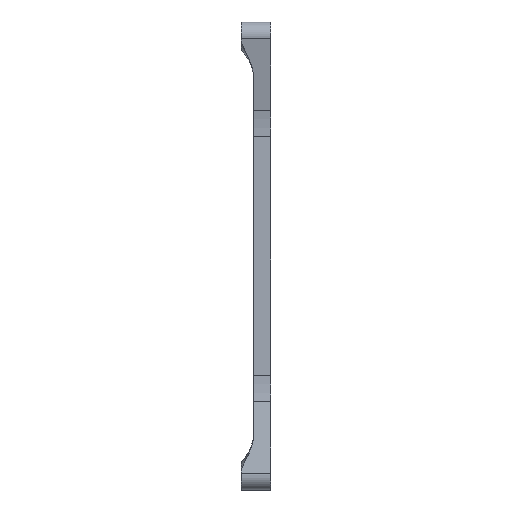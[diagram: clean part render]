
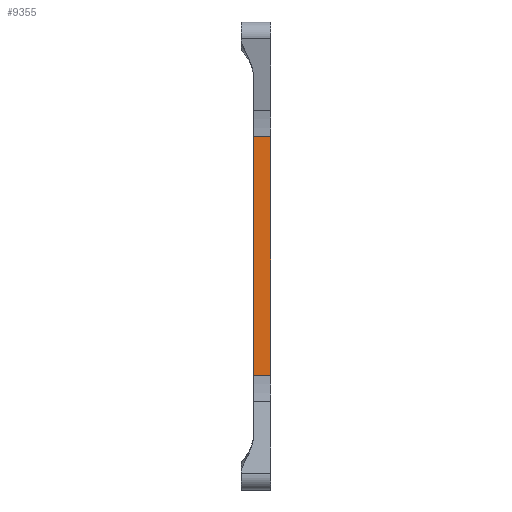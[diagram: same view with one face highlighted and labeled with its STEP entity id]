
A CAD part, left-side view. The second image highlights one B-rep face of the part: STEP entity #9355.
In plain terms, the highlighted planar face has unit normal (-1, 0, 0).
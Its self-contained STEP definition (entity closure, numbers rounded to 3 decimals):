
#46 = CARTESIAN_POINT ( 'NONE',  ( -94.5, 4., 0. ) ) ;
#81 = AXIS2_PLACEMENT_3D ( 'NONE', #6744, #8342, #9140 ) ;
#361 = EDGE_CURVE ( 'NONE', #8801, #4762, #2876, .T. ) ;
#400 = CARTESIAN_POINT ( 'NONE',  ( -94.5, 4., -27.872 ) ) ;
#473 = ORIENTED_EDGE ( 'NONE', *, *, #1372, .F. ) ;
#642 = CARTESIAN_POINT ( 'NONE',  ( -94.5, 4., -27.872 ) ) ;
#735 = VECTOR ( 'NONE', #6300, 1000. ) ;
#740 = DIRECTION ( 'NONE',  ( 0., 1., 0. ) ) ;
#778 = PLANE ( 'NONE',  #81 ) ;
#942 = EDGE_CURVE ( 'NONE', #4762, #6743, #4150, .T. ) ;
#1372 = EDGE_CURVE ( 'NONE', #8801, #8332, #6267, .T. ) ;
#2264 = FACE_OUTER_BOUND ( 'NONE', #7533, .T. ) ;
#2538 = ORIENTED_EDGE ( 'NONE', *, *, #8994, .T. ) ;
#2652 = CARTESIAN_POINT ( 'NONE',  ( -94.5, 4., 27.872 ) ) ;
#2876 = LINE ( 'NONE', #642, #3742 ) ;
#2930 = VECTOR ( 'NONE', #740, 1000. ) ;
#3259 = CARTESIAN_POINT ( 'NONE',  ( -94.5, 0., 0. ) ) ;
#3511 = ORIENTED_EDGE ( 'NONE', *, *, #361, .T. ) ;
#3667 = DIRECTION ( 'NONE',  ( 0., -1., 0. ) ) ;
#3742 = VECTOR ( 'NONE', #3667, 1000. ) ;
#4150 = LINE ( 'NONE', #3259, #735 ) ;
#4252 = CARTESIAN_POINT ( 'NONE',  ( -94.5, 0., -27.872 ) ) ;
#4762 = VERTEX_POINT ( 'NONE', #4252 ) ;
#6015 = LINE ( 'NONE', #9056, #2930 ) ;
#6222 = ORIENTED_EDGE ( 'NONE', *, *, #942, .T. ) ;
#6267 = LINE ( 'NONE', #46, #9490 ) ;
#6300 = DIRECTION ( 'NONE',  ( 0., 0., 1. ) ) ;
#6743 = VERTEX_POINT ( 'NONE', #7108 ) ;
#6744 = CARTESIAN_POINT ( 'NONE',  ( -94.5, 4., 0. ) ) ;
#7010 = DIRECTION ( 'NONE',  ( 0., 0., 1. ) ) ;
#7108 = CARTESIAN_POINT ( 'NONE',  ( -94.5, 0., 27.872 ) ) ;
#7533 = EDGE_LOOP ( 'NONE', ( #6222, #2538, #473, #3511 ) ) ;
#8332 = VERTEX_POINT ( 'NONE', #2652 ) ;
#8342 = DIRECTION ( 'NONE',  ( 1., 0., 0. ) ) ;
#8801 = VERTEX_POINT ( 'NONE', #400 ) ;
#8994 = EDGE_CURVE ( 'NONE', #6743, #8332, #6015, .T. ) ;
#9056 = CARTESIAN_POINT ( 'NONE',  ( -94.5, 4., 27.872 ) ) ;
#9140 = DIRECTION ( 'NONE',  ( 0., 0., -1. ) ) ;
#9355 = ADVANCED_FACE ( 'NONE', ( #2264 ), #778, .F. ) ;
#9490 = VECTOR ( 'NONE', #7010, 1000. ) ;
